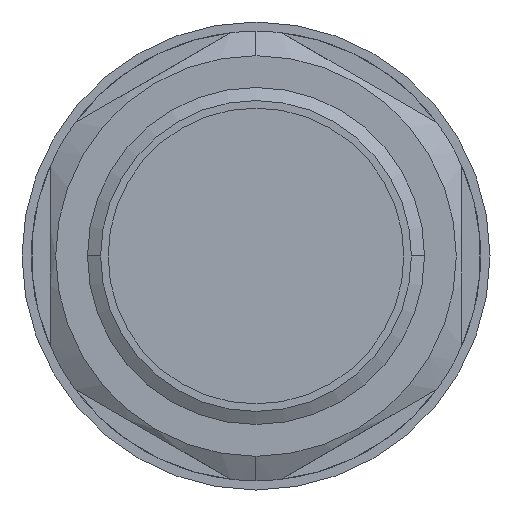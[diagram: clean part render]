
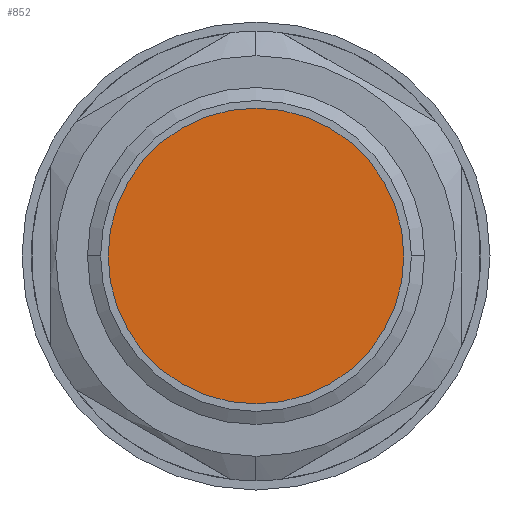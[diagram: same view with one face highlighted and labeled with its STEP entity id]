
A CAD part, left-side view. The second image highlights one B-rep face of the part: STEP entity #852.
In plain terms, the highlighted planar face has unit normal (-1, 0, 0).
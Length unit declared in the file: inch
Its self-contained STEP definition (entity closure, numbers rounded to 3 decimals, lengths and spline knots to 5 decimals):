
#165 = AXIS2_PLACEMENT_3D ( 'NONE', #1218, #3232, #3241 ) ;
#272 = CARTESIAN_POINT ( 'NONE',  ( -0.03937, 0.31102, 0. ) ) ;
#615 = DIRECTION ( 'NONE',  ( 0., -1., 0. ) ) ;
#760 = VERTEX_POINT ( 'NONE', #272 ) ;
#809 = EDGE_CURVE ( 'NONE', #760, #3697, #1984, .T. ) ;
#852 = ADVANCED_FACE ( 'NONE', ( #2351 ), #2976, .F. ) ;
#906 = DIRECTION ( 'NONE',  ( 1., 0., 0. ) ) ;
#1218 = CARTESIAN_POINT ( 'NONE',  ( -0.03937, 0., 0. ) ) ;
#1249 = EDGE_LOOP ( 'NONE', ( #2758, #1692 ) ) ;
#1392 = AXIS2_PLACEMENT_3D ( 'NONE', #3191, #1488, #615 ) ;
#1488 = DIRECTION ( 'NONE',  ( -1., 0., 0. ) ) ;
#1692 = ORIENTED_EDGE ( 'NONE', *, *, #809, .T. ) ;
#1791 = EDGE_CURVE ( 'NONE', #3697, #760, #2846, .T. ) ;
#1984 = CIRCLE ( 'NONE', #165, 0.31102 ) ;
#2124 = CARTESIAN_POINT ( 'NONE',  ( -0.03937, -0.31102, 0. ) ) ;
#2351 = FACE_OUTER_BOUND ( 'NONE', #1249, .T. ) ;
#2656 = CARTESIAN_POINT ( 'NONE',  ( -0.03937, 0., 0. ) ) ;
#2758 = ORIENTED_EDGE ( 'NONE', *, *, #1791, .T. ) ;
#2846 = CIRCLE ( 'NONE', #1392, 0.31102 ) ;
#2976 = PLANE ( 'NONE',  #3243 ) ;
#3191 = CARTESIAN_POINT ( 'NONE',  ( -0.03937, 0., 0. ) ) ;
#3232 = DIRECTION ( 'NONE',  ( -1., 0., 0. ) ) ;
#3241 = DIRECTION ( 'NONE',  ( 0., -1., 0. ) ) ;
#3243 = AXIS2_PLACEMENT_3D ( 'NONE', #2656, #906, #3499 ) ;
#3499 = DIRECTION ( 'NONE',  ( 0., 1., 0. ) ) ;
#3697 = VERTEX_POINT ( 'NONE', #2124 ) ;
